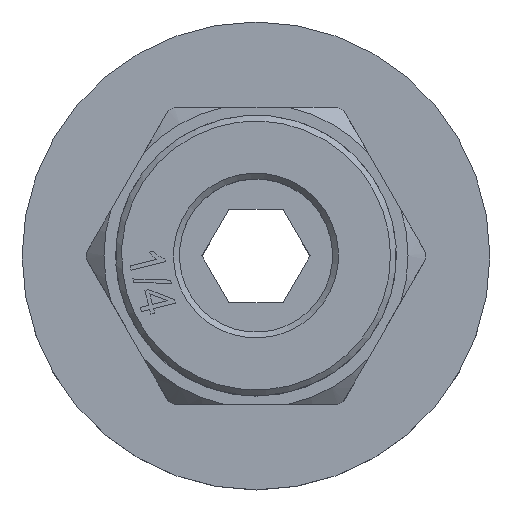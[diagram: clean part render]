
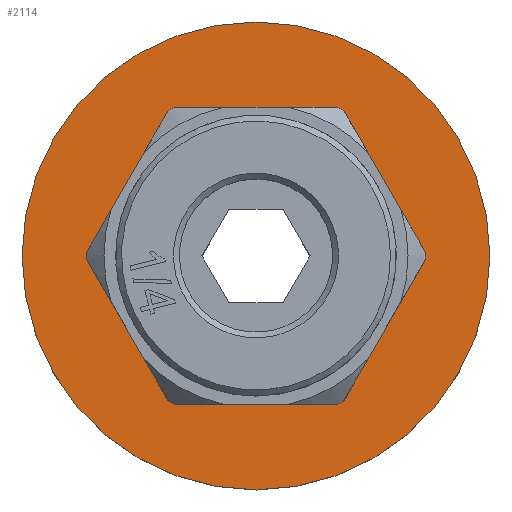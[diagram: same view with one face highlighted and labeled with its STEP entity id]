
A CAD part, top view. The second image highlights one B-rep face of the part: STEP entity #2114.
In plain terms, the highlighted planar face has unit normal (0, 0, 1).
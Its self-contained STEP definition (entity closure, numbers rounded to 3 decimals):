
#124=LINE('',#2820,#237);
#125=LINE('',#2822,#238);
#126=LINE('',#2824,#239);
#127=LINE('',#2826,#240);
#128=LINE('',#2828,#241);
#129=LINE('',#2830,#242);
#237=VECTOR('',#2404,1000.);
#238=VECTOR('',#2407,1000.);
#239=VECTOR('',#2410,1000.);
#240=VECTOR('',#2413,1000.);
#241=VECTOR('',#2416,1000.);
#242=VECTOR('',#2419,1000.);
#439=ORIENTED_EDGE('',*,*,#806,.T.);
#440=ORIENTED_EDGE('',*,*,#797,.F.);
#441=ORIENTED_EDGE('',*,*,#782,.T.);
#442=ORIENTED_EDGE('',*,*,#800,.F.);
#443=ORIENTED_EDGE('',*,*,#788,.T.);
#444=ORIENTED_EDGE('',*,*,#799,.F.);
#445=ORIENTED_EDGE('',*,*,#794,.T.);
#446=ORIENTED_EDGE('',*,*,#798,.F.);
#447=ORIENTED_EDGE('',*,*,#790,.T.);
#448=ORIENTED_EDGE('',*,*,#795,.F.);
#449=ORIENTED_EDGE('',*,*,#784,.T.);
#450=ORIENTED_EDGE('',*,*,#796,.F.);
#451=ORIENTED_EDGE('',*,*,#778,.T.);
#778=EDGE_CURVE('',#979,#978,#1115,.T.);
#782=EDGE_CURVE('',#980,#981,#1116,.T.);
#784=EDGE_CURVE('',#983,#982,#1117,.T.);
#788=EDGE_CURVE('',#984,#985,#1118,.T.);
#790=EDGE_CURVE('',#987,#986,#1119,.T.);
#794=EDGE_CURVE('',#988,#989,#1120,.T.);
#795=EDGE_CURVE('',#983,#986,#124,.T.);
#796=EDGE_CURVE('',#979,#982,#125,.T.);
#797=EDGE_CURVE('',#980,#978,#126,.T.);
#798=EDGE_CURVE('',#987,#989,#127,.T.);
#799=EDGE_CURVE('',#988,#985,#128,.T.);
#800=EDGE_CURVE('',#984,#981,#129,.T.);
#806=EDGE_CURVE('',#995,#995,#1126,.T.);
#978=VERTEX_POINT('',#2785);
#979=VERTEX_POINT('',#2787);
#980=VERTEX_POINT('',#2791);
#981=VERTEX_POINT('',#2793);
#982=VERTEX_POINT('',#2797);
#983=VERTEX_POINT('',#2799);
#984=VERTEX_POINT('',#2803);
#985=VERTEX_POINT('',#2805);
#986=VERTEX_POINT('',#2809);
#987=VERTEX_POINT('',#2811);
#988=VERTEX_POINT('',#2815);
#989=VERTEX_POINT('',#2817);
#995=VERTEX_POINT('',#2848);
#1115=CIRCLE('',#2208,7.25);
#1116=CIRCLE('',#2210,7.25);
#1117=CIRCLE('',#2212,7.25);
#1118=CIRCLE('',#2214,7.25);
#1119=CIRCLE('',#2216,7.25);
#1120=CIRCLE('',#2218,7.25);
#1126=CIRCLE('',#2236,10.);
#1180=EDGE_LOOP('',(#439));
#1181=EDGE_LOOP('',(#440,#441,#442,#443,#444,#445,#446,#447,#448,#449,#450,
#451));
#1304=FACE_BOUND('',#1180,.T.);
#1305=FACE_BOUND('',#1181,.T.);
#1407=PLANE('',#2235);
#2114=ADVANCED_FACE('',(#1304,#1305),#1407,.F.);
#2208=AXIS2_PLACEMENT_3D('',#2786,#2369,#2370);
#2210=AXIS2_PLACEMENT_3D('',#2794,#2376,#2377);
#2212=AXIS2_PLACEMENT_3D('',#2798,#2381,#2382);
#2214=AXIS2_PLACEMENT_3D('',#2806,#2388,#2389);
#2216=AXIS2_PLACEMENT_3D('',#2810,#2393,#2394);
#2218=AXIS2_PLACEMENT_3D('',#2818,#2400,#2401);
#2235=AXIS2_PLACEMENT_3D('',#2846,#2440,#2441);
#2236=AXIS2_PLACEMENT_3D('',#2847,#2442,#2443);
#2369=DIRECTION('',(0.,0.,-1.));
#2370=DIRECTION('',(-1.,0.,0.));
#2376=DIRECTION('',(0.,0.,-1.));
#2377=DIRECTION('',(-1.,0.,0.));
#2381=DIRECTION('',(0.,0.,-1.));
#2382=DIRECTION('',(-1.,0.,0.));
#2388=DIRECTION('',(0.,0.,-1.));
#2389=DIRECTION('',(-1.,0.,0.));
#2393=DIRECTION('',(0.,0.,-1.));
#2394=DIRECTION('',(-1.,0.,0.));
#2400=DIRECTION('',(0.,0.,-1.));
#2401=DIRECTION('',(-1.,0.,0.));
#2404=DIRECTION('',(0.5,0.866,0.));
#2407=DIRECTION('',(1.,0.,0.));
#2410=DIRECTION('',(0.5,-0.866,0.));
#2413=DIRECTION('',(-0.5,0.866,0.));
#2416=DIRECTION('',(-1.,0.,0.));
#2419=DIRECTION('',(-0.5,-0.866,0.));
#2440=DIRECTION('',(0.,0.,-1.));
#2441=DIRECTION('',(-0.5,0.866,0.));
#2442=DIRECTION('',(0.,0.,1.));
#2443=DIRECTION('',(0.5,-0.866,0.));
#2785=CARTESIAN_POINT('',(-11.851,-2.288,-3.75));
#2786=CARTESIAN_POINT('',(-8.101,3.917,-3.75));
#2787=CARTESIAN_POINT('',(-11.599,-2.433,-3.75));
#2791=CARTESIAN_POINT('',(-15.349,3.772,-3.75));
#2793=CARTESIAN_POINT('',(-15.349,4.062,-3.75));
#2794=CARTESIAN_POINT('',(-8.101,3.917,-3.75));
#2797=CARTESIAN_POINT('',(-4.602,-2.433,-3.75));
#2798=CARTESIAN_POINT('',(-8.101,3.917,-3.75));
#2799=CARTESIAN_POINT('',(-4.351,-2.288,-3.75));
#2803=CARTESIAN_POINT('',(-11.851,10.122,-3.75));
#2805=CARTESIAN_POINT('',(-11.599,10.267,-3.75));
#2806=CARTESIAN_POINT('',(-8.101,3.917,-3.75));
#2809=CARTESIAN_POINT('',(-0.852,3.772,-3.75));
#2810=CARTESIAN_POINT('',(-8.101,3.917,-3.75));
#2811=CARTESIAN_POINT('',(-0.852,4.062,-3.75));
#2815=CARTESIAN_POINT('',(-4.602,10.267,-3.75));
#2817=CARTESIAN_POINT('',(-4.351,10.122,-3.75));
#2818=CARTESIAN_POINT('',(-8.101,3.917,-3.75));
#2820=CARTESIAN_POINT('',(-1.685,2.329,-3.75));
#2822=CARTESIAN_POINT('',(-6.268,-2.433,-3.75));
#2824=CARTESIAN_POINT('',(-12.684,-0.846,-3.75));
#2826=CARTESIAN_POINT('',(-3.518,8.679,-3.75));
#2828=CARTESIAN_POINT('',(-9.934,10.267,-3.75));
#2830=CARTESIAN_POINT('',(-14.517,5.504,-3.75));
#2846=CARTESIAN_POINT('',(-8.101,3.917,-3.75));
#2847=CARTESIAN_POINT('',(-8.101,3.917,-3.75));
#2848=CARTESIAN_POINT('',(-3.101,-4.743,-3.75));
